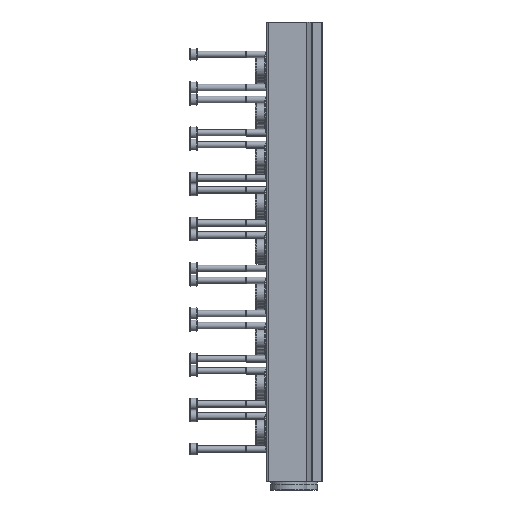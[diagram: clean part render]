
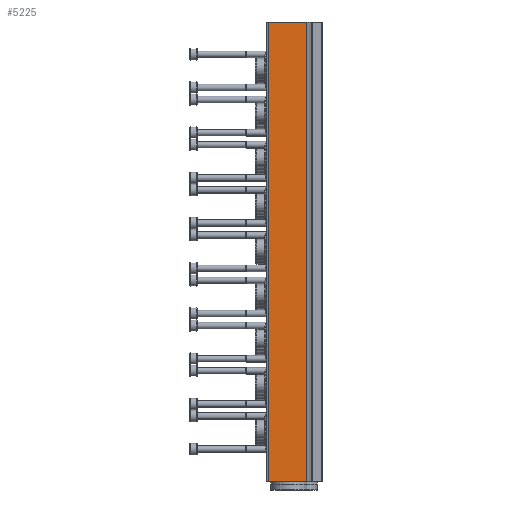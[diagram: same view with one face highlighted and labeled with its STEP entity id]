
A CAD part, left-side view. The second image highlights one B-rep face of the part: STEP entity #5225.
In plain terms, the highlighted planar face has unit normal (-1, 0, 0).
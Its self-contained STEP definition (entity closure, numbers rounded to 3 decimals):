
#252=PLANE('',#5630);
#807=ORIENTED_EDGE('',*,*,#2137,.F.);
#808=ORIENTED_EDGE('',*,*,#2136,.F.);
#809=ORIENTED_EDGE('',*,*,#2138,.T.);
#810=ORIENTED_EDGE('',*,*,#2139,.T.);
#2136=EDGE_CURVE('',#2801,#2799,#3290,.T.);
#2137=EDGE_CURVE('',#2799,#2802,#3291,.T.);
#2138=EDGE_CURVE('',#2801,#2803,#3292,.T.);
#2139=EDGE_CURVE('',#2803,#2802,#3293,.T.);
#2799=VERTEX_POINT('',#8620);
#2801=VERTEX_POINT('',#8624);
#2802=VERTEX_POINT('',#8628);
#2803=VERTEX_POINT('',#8630);
#3290=LINE('',#8625,#3592);
#3291=LINE('',#8627,#3593);
#3292=LINE('',#8629,#3594);
#3293=LINE('',#8631,#3595);
#3592=VECTOR('',#6364,1000.);
#3593=VECTOR('',#6367,1000.);
#3594=VECTOR('',#6368,1000.);
#3595=VECTOR('',#6369,1000.);
#3909=EDGE_LOOP('',(#807,#808,#809,#810));
#4508=FACE_BOUND('',#3909,.T.);
#5225=ADVANCED_FACE('',(#4508),#252,.T.);
#5630=AXIS2_PLACEMENT_3D('',#8626,#6365,#6366);
#6364=DIRECTION('',(0.,0.,1.));
#6365=DIRECTION('',(-1.,0.,0.));
#6366=DIRECTION('',(0.,0.,1.));
#6367=DIRECTION('',(0.,-1.,0.));
#6368=DIRECTION('',(0.,-1.,0.));
#6369=DIRECTION('',(0.,0.,1.));
#8620=CARTESIAN_POINT('',(-40.25,33.,0.));
#8624=CARTESIAN_POINT('',(-40.25,33.,-279.5));
#8625=CARTESIAN_POINT('',(-40.25,33.,-279.5));
#8626=CARTESIAN_POINT('',(-40.25,33.,-279.5));
#8627=CARTESIAN_POINT('',(-40.25,33.,0.));
#8628=CARTESIAN_POINT('',(-40.25,9.853,0.));
#8629=CARTESIAN_POINT('',(-40.25,33.,-279.5));
#8630=CARTESIAN_POINT('',(-40.25,9.853,-279.5));
#8631=CARTESIAN_POINT('',(-40.25,9.853,-279.5));
